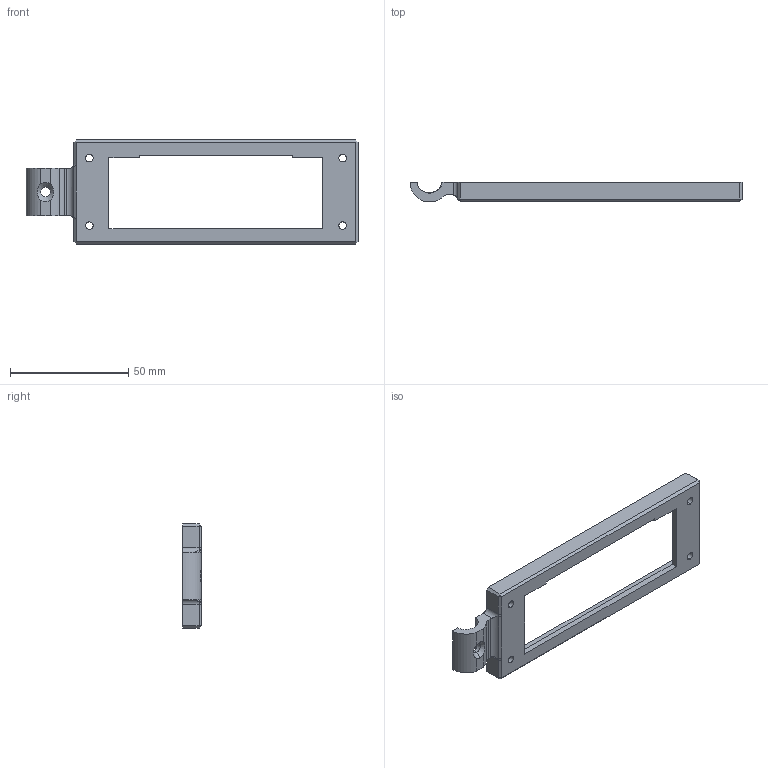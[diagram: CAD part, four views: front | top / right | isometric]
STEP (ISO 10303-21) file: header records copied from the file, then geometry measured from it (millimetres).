
FILE_DESCRIPTION (( 'STEP AP214' ), '1' );
FILE_NAME ('display_housing_body.STEP', '2026-02-02T21:59:14', ( '' ), ( '' ), 'SwSTEP 2.0', 'SolidWorks 2022', '' );
FILE_SCHEMA (( 'AUTOMOTIVE_DESIGN' ));
Length unit declared in the file: millimetre
Products named in the file (1): display_housing_body
Bounding box: 140.25 x 8 x 44 mm (x, y, z)
Volume: 13128.5 mm3; surface area: 10787.8 mm2
Topology: 1 solids, 1 shells, 69 faces, 185 edges, 118 vertices
Faces by surface type: plane 46, cylinder 18, cone 4, bspline 1
Entity records: 2320 total; most frequent: CARTESIAN_POINT 542, ORIENTED_EDGE 370, DIRECTION 347, EDGE_CURVE 185, LINE 133, VECTOR 133, VERTEX_POINT 118, AXIS2_PLACEMENT_3D 107
